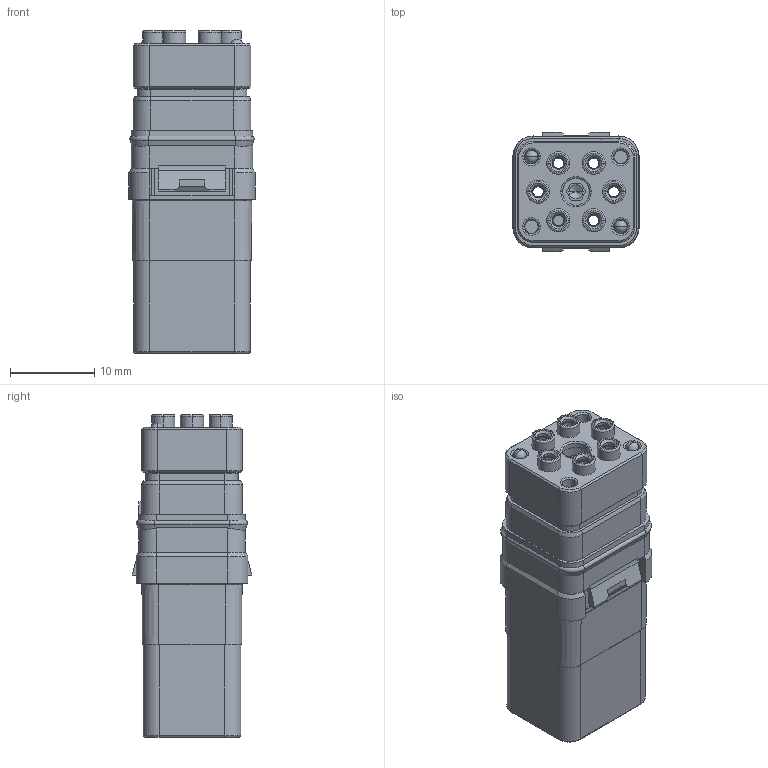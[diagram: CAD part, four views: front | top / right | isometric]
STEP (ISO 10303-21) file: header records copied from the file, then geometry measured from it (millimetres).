
FILE_DESCRIPTION((''),'2;1');
FILE_NAME('SIMEO06LUSA','2020-01-13T',('presta_be4'),(''),'CREO PARAMETRIC BY PTC INC, 2018360','CREO PARAMETRIC BY PTC INC, 2018360','');
FILE_SCHEMA(('CONFIG_CONTROL_DESIGN'));
Length unit declared in the file: millimetre
Products named in the file (1): SIMEO06LUSA
Bounding box: 15 x 14.15 x 38.31 mm (x, y, z)
Volume: 3906.3 mm3; surface area: 7067.8 mm2
Topology: 6 solids, 6 shells, 1652 faces, 4221 edges, 2653 vertices
Faces by surface type: plane 726, cylinder 460, torus 242, cone 220, sphere 4
Entity records: 50860 total; most frequent: CARTESIAN_POINT 9756, DIRECTION 8984, ORIENTED_EDGE 8430, EDGE_CURVE 4215, AXIS2_PLACEMENT_3D 3293, VERTEX_POINT 2653, VECTOR 2398, LINE 2398
